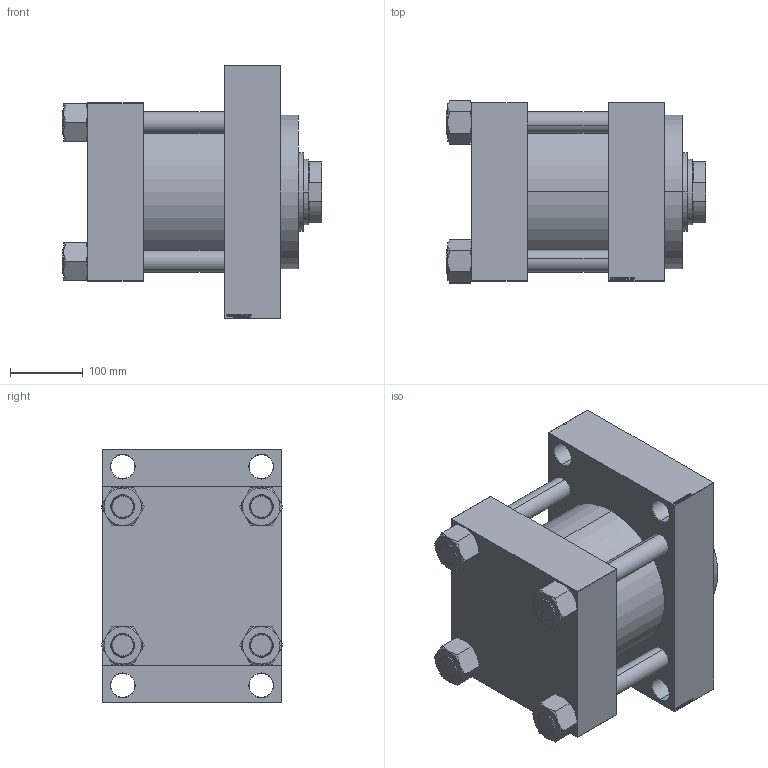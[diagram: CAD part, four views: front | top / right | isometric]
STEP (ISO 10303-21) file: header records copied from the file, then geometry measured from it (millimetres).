
FILE_DESCRIPTION (( 'STEP AP203' ), '1' );
FILE_NAME ('5984.STEP', '2025-04-15T18:58:02', ( '' ), ( '' ), 'SwSTEP 2.0', 'SolidWorks 2019', '' );
FILE_SCHEMA (( 'CONFIG_CONTROL_DESIGN' ));
Length unit declared in the file: millimetre
Products named in the file (6): V215CR_VCP_D a02c56889f099700fbc1353201b376e2; NUT_M5_D a02c56889f099700fbc1353201b376e2; V215_VC_A a02c56889f099700fbc1353201b376e2; V215CR_D_TYCINKA a02c56889f099700fbc1353201b376e2; V215CR_D_Body a02c56889f099700fbc1353201b376e2; 5984
Assembly tree (11 placements, depth 2):
  5984
    V215CR_D_Body a02c56889f099700fbc1353201b376e2
    V215CR_VCP_D a02c56889f099700fbc1353201b376e2
    NUT_M5_D a02c56889f099700fbc1353201b376e2  x4
    V215CR_D_TYCINKA a02c56889f099700fbc1353201b376e2  x4
    V215_VC_A a02c56889f099700fbc1353201b376e2
Bounding box: 356 x 249.44 x 347 mm (x, y, z)
Volume: 14715402.7 mm3; surface area: 1090505 mm2
Topology: 11 solids, 11 shells, 1149 faces, 2900 edges, 1885 vertices
Faces by surface type: plane 544, bspline 368, cone 142, cylinder 87, torus 8
Entity records: 47640 total; most frequent: CARTESIAN_POINT 25189, ORIENTED_EDGE 5064, DIRECTION 3252, EDGE_CURVE 2532, VERTEX_POINT 1663, LINE 1524, VECTOR 1524, EDGE_LOOP 1125
